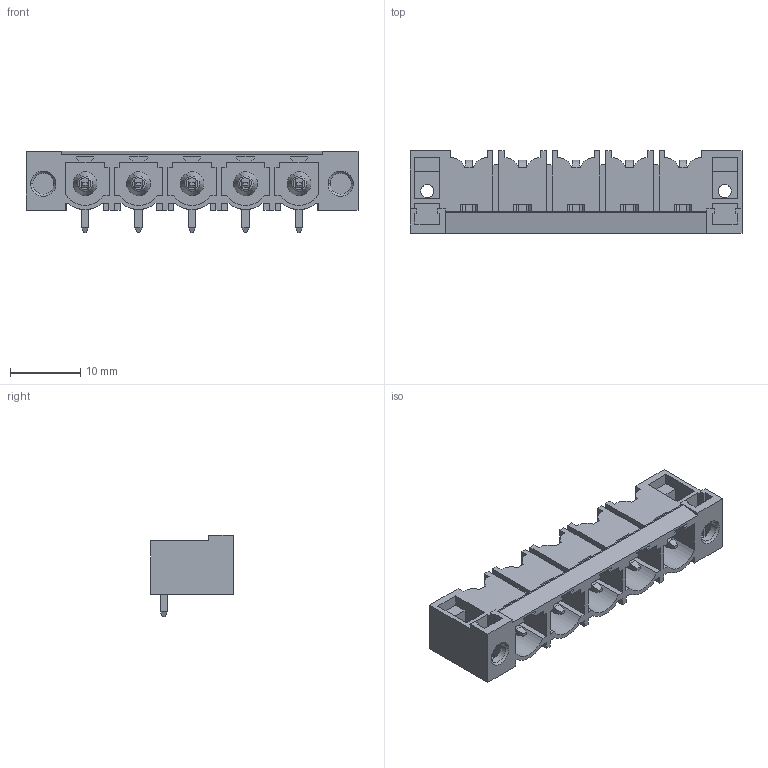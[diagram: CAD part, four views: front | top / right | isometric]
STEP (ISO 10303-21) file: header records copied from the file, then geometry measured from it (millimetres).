
FILE_DESCRIPTION(('CATIA V5 STEP Exchange','CAx-IF Rec.Pracs.--- Model Styling and Organization---1.2---2011-12-15'),'2;1');
FILE_NAME ('D1447041_0_1026840000_1026840000.stp','2018-11-14T13:53:31+00:00',('none'),('Weidmueller'),'CATIA Version 5-6 Release 2014','CATIA V5 STEP AP214','none');
FILE_SCHEMA(('AUTOMOTIVE_DESIGN { 1 0 10303 214 1 1 1 1 }'));
Length unit declared in the file: millimetre
Products named in the file (1): 1026840000
Bounding box: 47.28 x 11.75 x 11.6 mm (x, y, z)
Volume: 1905.4 mm3; surface area: 4278.6 mm2
Topology: 6 solids, 6 shells, 419 faces, 1167 edges, 762 vertices
Faces by surface type: plane 339, cylinder 52, cone 18, torus 10
Entity records: 12085 total; most frequent: ORIENTED_EDGE 2334, CARTESIAN_POINT 2207, DIRECTION 1541, EDGE_CURVE 1157, VECTOR 965, LINE 965, VERTEX_POINT 742, EDGE_LOOP 453
